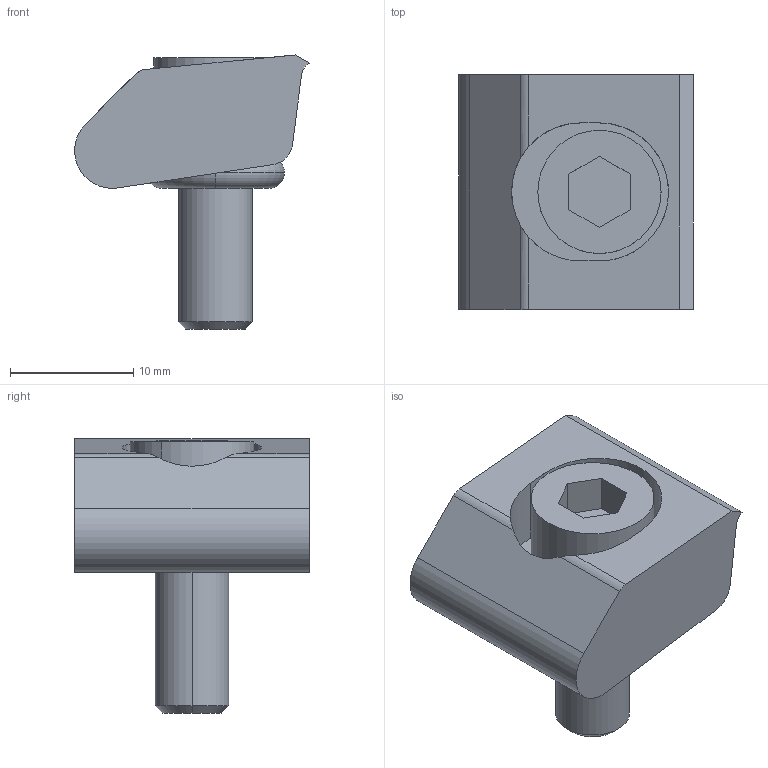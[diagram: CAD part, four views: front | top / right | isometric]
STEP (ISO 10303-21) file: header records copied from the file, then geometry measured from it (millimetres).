
FILE_DESCRIPTION (( 'STEP AP203' ), '1' );
FILE_NAME ('mbsc06a.STEP', '2021-10-26T02:39:47', ( '' ), ( '' ), 'SwSTEP 2.0', 'SolidWorks 2020', '' );
FILE_SCHEMA (( 'CONFIG_CONTROL_DESIGN' ));
Length unit declared in the file: millimetre
Products named in the file (4): mbsc06a_01; mbsc06a_02; mbsc06a_03; mbsc06a
Assembly tree (3 placements, depth 2):
  mbsc06a
    mbsc06a_01
    mbsc06a_02
    mbsc06a_03
Bounding box: 19.05 x 19.05 x 22.24 mm (x, y, z)
Volume: 3019.4 mm3; surface area: 2352.2 mm2
Topology: 3 solids, 3 shells, 41 faces, 99 edges, 64 vertices
Faces by surface type: plane 22, cylinder 13, torus 4, cone 2
Entity records: 1623 total; most frequent: CARTESIAN_POINT 238, DIRECTION 215, ORIENTED_EDGE 198, EDGE_CURVE 99, AXIS2_PLACEMENT_3D 77, VERTEX_POINT 64, LINE 61, VECTOR 61
